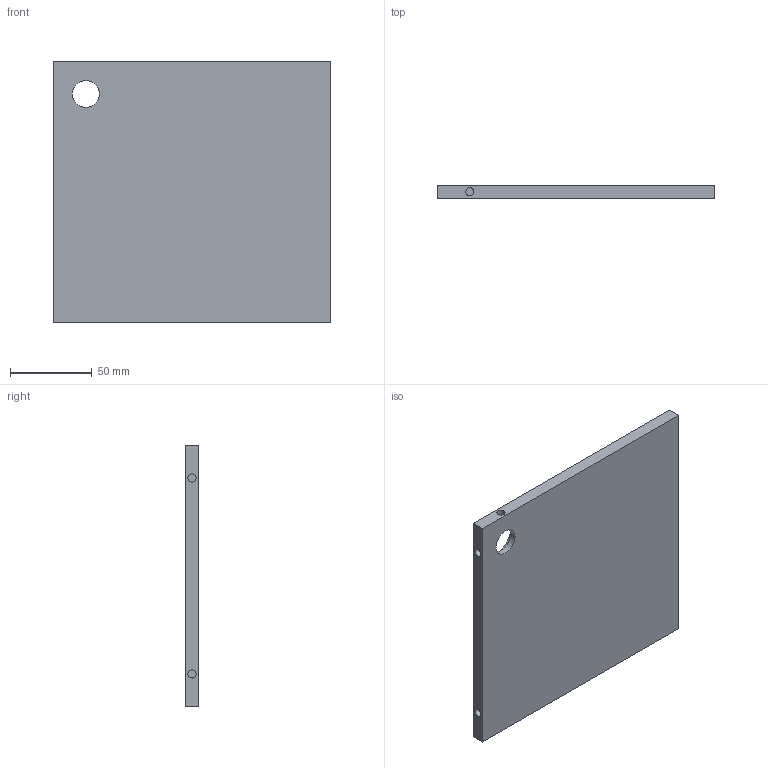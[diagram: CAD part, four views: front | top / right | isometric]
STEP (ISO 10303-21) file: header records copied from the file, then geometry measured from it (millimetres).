
FILE_DESCRIPTION(('FreeCAD Model'),'2;1');
FILE_NAME('Open CASCADE Shape Model','2025-05-28T20:53:29',(''),(''), 'Open CASCADE STEP processor 7.8','FreeCAD','Unknown');
FILE_SCHEMA(('AUTOMOTIVE_DESIGN { 1 0 10303 214 1 1 1 1 }'));
Length unit declared in the file: millimetre
Products named in the file (1): 11BackPart
Bounding box: 170 x 8 x 160 mm (x, y, z)
Volume: 202740.1 mm3; surface area: 61197 mm2
Topology: 1 solids, 1 shells, 50 faces, 124 edges, 82 vertices
Faces by surface type: plane 37, extrusion 8, cylinder 5
Full cylindrical faces by diameter (mm): 5 x3, 16.5 x1, 25 x1
Entity records: 1552 total; most frequent: CARTESIAN_POINT 353, ORIENTED_EDGE 248, DIRECTION 212, EDGE_CURVE 124, VECTOR 106, LINE 98, VERTEX_POINT 82, FACE_BOUND 58
